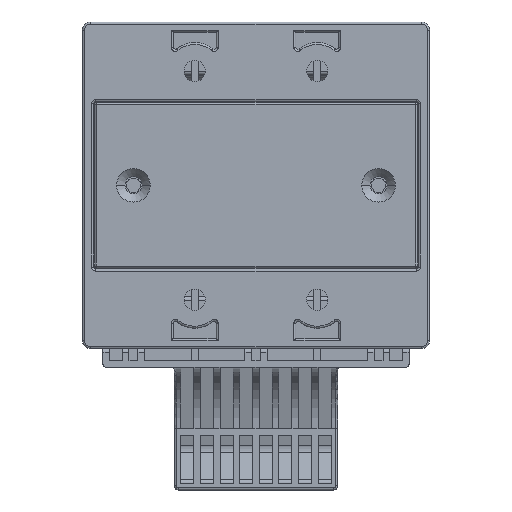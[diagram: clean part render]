
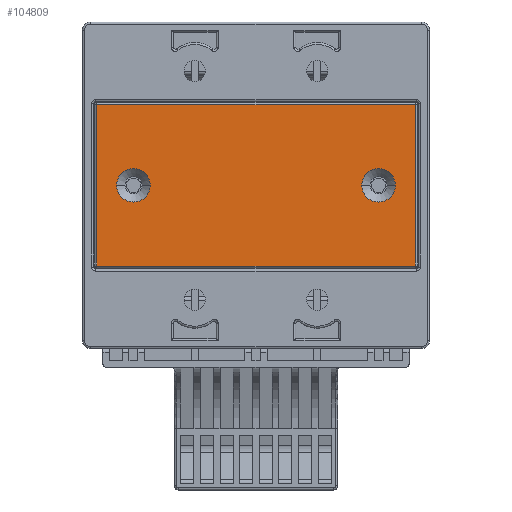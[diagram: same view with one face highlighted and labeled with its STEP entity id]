
A CAD part, front view. The second image highlights one B-rep face of the part: STEP entity #104809.
In plain terms, the highlighted face is planar.
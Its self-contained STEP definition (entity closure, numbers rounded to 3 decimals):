
#103421=DIRECTION('',(0.,0.,1.));
#103422=VECTOR('',#103421,39.5);
#103423=CARTESIAN_POINT('',(-39.,1.8,-19.75));
#103424=LINE('',#103423,#103422);
#103425=DIRECTION('',(-1.,0.,0.));
#103426=VECTOR('',#103425,78.);
#103427=CARTESIAN_POINT('',(39.,1.8,-19.75));
#103428=LINE('',#103427,#103426);
#103429=DIRECTION('',(0.,0.,-1.));
#103430=VECTOR('',#103429,39.5);
#103431=CARTESIAN_POINT('',(39.,1.8,19.75));
#103432=LINE('',#103431,#103430);
#103433=DIRECTION('',(1.,0.,0.));
#103434=VECTOR('',#103433,78.);
#103435=CARTESIAN_POINT('',(-39.,1.8,19.75));
#103436=LINE('',#103435,#103434);
#103437=CARTESIAN_POINT('',(-30.,1.8,0.));
#103438=DIRECTION('',(0.,1.,0.));
#103439=DIRECTION('',(-1.,0.,0.));
#103440=AXIS2_PLACEMENT_3D('',#103437,#103438,#103439);
#103442=CARTESIAN_POINT('',(-30.,1.8,0.));
#103443=DIRECTION('',(0.,1.,0.));
#103444=DIRECTION('',(1.,0.,0.));
#103445=AXIS2_PLACEMENT_3D('',#103442,#103443,#103444);
#103447=CARTESIAN_POINT('',(30.,1.8,0.));
#103448=DIRECTION('',(0.,1.,0.));
#103449=DIRECTION('',(-1.,0.,0.));
#103450=AXIS2_PLACEMENT_3D('',#103447,#103448,#103449);
#103452=CARTESIAN_POINT('',(30.,1.8,0.));
#103453=DIRECTION('',(0.,1.,0.));
#103454=DIRECTION('',(1.,0.,0.));
#103455=AXIS2_PLACEMENT_3D('',#103452,#103453,#103454);
#103918=CARTESIAN_POINT('',(-39.,1.8,-19.75));
#103919=CARTESIAN_POINT('',(-39.,1.8,19.75));
#103920=VERTEX_POINT('',#103918);
#103921=VERTEX_POINT('',#103919);
#103926=CARTESIAN_POINT('',(39.,1.8,19.75));
#103927=VERTEX_POINT('',#103926);
#103932=CARTESIAN_POINT('',(39.,1.8,-19.75));
#103933=VERTEX_POINT('',#103932);
#103946=CARTESIAN_POINT('',(-34.1,1.8,0.));
#103947=CARTESIAN_POINT('',(-25.9,1.8,0.));
#103948=VERTEX_POINT('',#103946);
#103949=VERTEX_POINT('',#103947);
#103950=CARTESIAN_POINT('',(25.9,1.8,0.));
#103951=CARTESIAN_POINT('',(34.1,1.8,0.));
#103952=VERTEX_POINT('',#103950);
#103953=VERTEX_POINT('',#103951);
#104783=CARTESIAN_POINT('',(0.,1.8,0.));
#104784=DIRECTION('',(0.,1.,0.));
#104785=DIRECTION('',(1.,0.,0.));
#104786=AXIS2_PLACEMENT_3D('',#104783,#104784,#104785);
#104787=PLANE('',#104786);
#104789=ORIENTED_EDGE('',*,*,#104788,.F.);
#104791=ORIENTED_EDGE('',*,*,#104790,.F.);
#104793=ORIENTED_EDGE('',*,*,#104792,.F.);
#104794=ORIENTED_EDGE('',*,*,#104773,.F.);
#104795=EDGE_LOOP('',(#104789,#104791,#104793,#104794));
#104796=FACE_OUTER_BOUND('',#104795,.F.);
#104798=ORIENTED_EDGE('',*,*,#104797,.T.);
#104800=ORIENTED_EDGE('',*,*,#104799,.T.);
#104801=EDGE_LOOP('',(#104798,#104800));
#104802=FACE_BOUND('',#104801,.F.);
#104804=ORIENTED_EDGE('',*,*,#104803,.T.);
#104806=ORIENTED_EDGE('',*,*,#104805,.T.);
#104807=EDGE_LOOP('',(#104804,#104806));
#104808=FACE_BOUND('',#104807,.F.);
#103441=CIRCLE('',#103440,4.1);
#103446=CIRCLE('',#103445,4.1);
#103451=CIRCLE('',#103450,4.1);
#103456=CIRCLE('',#103455,4.1);
#104773=EDGE_CURVE('',#103921,#103927,#103436,.T.);
#104788=EDGE_CURVE('',#103920,#103921,#103424,.T.);
#104790=EDGE_CURVE('',#103933,#103920,#103428,.T.);
#104792=EDGE_CURVE('',#103927,#103933,#103432,.T.);
#104797=EDGE_CURVE('',#103948,#103949,#103441,.T.);
#104799=EDGE_CURVE('',#103949,#103948,#103446,.T.);
#104803=EDGE_CURVE('',#103952,#103953,#103451,.T.);
#104805=EDGE_CURVE('',#103953,#103952,#103456,.T.);
#104809=ADVANCED_FACE('',(#104796,#104802,#104808),#104787,.T.);
